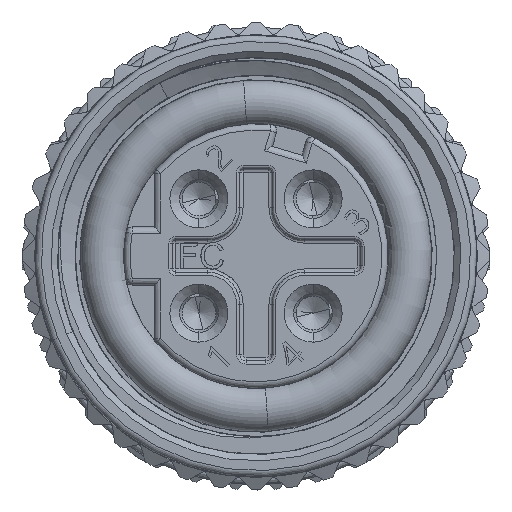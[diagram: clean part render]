
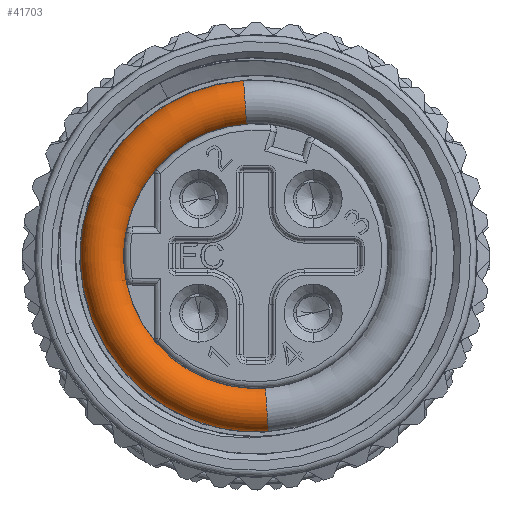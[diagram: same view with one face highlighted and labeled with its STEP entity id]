
A CAD part, left-side view. The second image highlights one B-rep face of the part: STEP entity #41703.
In plain terms, the highlighted toroidal (fillet/blend) face has major radius 4.75 mm and minor radius 0.7 mm.
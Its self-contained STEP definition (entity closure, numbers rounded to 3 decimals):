
#7274=CARTESIAN_POINT('',(-138.49,0.,0.));
#7275=DIRECTION('',(-1.,0.,0.));
#7276=DIRECTION('',(0.,0.,-1.));
#7277=AXIS2_PLACEMENT_3D('',#7274,#7275,#7276);
#7279=CARTESIAN_POINT('',(-138.49,0.,0.));
#7280=DIRECTION('',(-1.,0.,0.));
#7281=DIRECTION('',(0.,0.071,0.997));
#7282=AXIS2_PLACEMENT_3D('',#7279,#7280,#7281);
#7284=CARTESIAN_POINT('',(-139.009,0.,0.));
#7285=DIRECTION('',(1.,0.,0.));
#7286=DIRECTION('',(0.,0.756,0.654));
#7287=AXIS2_PLACEMENT_3D('',#7284,#7285,#7286);
#7289=CARTESIAN_POINT('',(-139.,3.124,2.65));
#7290=CARTESIAN_POINT('',(-139.002,3.122,2.654));
#7291=CARTESIAN_POINT('',(-139.005,3.117,2.661));
#7292=CARTESIAN_POINT('',(-139.009,3.11,2.672));
#7293=CARTESIAN_POINT('',(-139.009,3.104,2.678));
#7294=CARTESIAN_POINT('',(-139.009,3.101,2.682));
#7296=CARTESIAN_POINT('',(-139.009,4.033,
0.736));
#7297=CARTESIAN_POINT('',(-139.009,4.033,
0.74));
#7298=CARTESIAN_POINT('',(-139.009,4.031,
0.749));
#7299=CARTESIAN_POINT('',(-139.005,4.027,
0.761));
#7300=CARTESIAN_POINT('',(-139.002,4.024,
0.769));
#7301=CARTESIAN_POINT('',(-139.,4.023,0.773));
#7303=CARTESIAN_POINT('',(-139.009,0.,0.));
#7304=DIRECTION('',(1.,0.,0.));
#7305=DIRECTION('',(0.,0.984,-0.179));
#7306=AXIS2_PLACEMENT_3D('',#7303,#7304,#7305);
#7308=CARTESIAN_POINT('',(-139.,4.023,-0.773));
#7309=CARTESIAN_POINT('',(-139.002,4.024,
-0.77));
#7310=CARTESIAN_POINT('',(-139.005,4.027,
-0.762));
#7311=CARTESIAN_POINT('',(-139.009,4.031,
-0.749));
#7312=CARTESIAN_POINT('',(-139.009,4.033,
-0.74));
#7313=CARTESIAN_POINT('',(-139.009,4.033,
-0.736));
#7315=CARTESIAN_POINT('',(-139.009,3.101,
-2.682));
#7316=CARTESIAN_POINT('',(-139.009,3.104,
-2.678));
#7317=CARTESIAN_POINT('',(-139.009,3.11,
-2.672));
#7318=CARTESIAN_POINT('',(-139.005,3.117,
-2.661));
#7319=CARTESIAN_POINT('',(-139.002,3.122,
-2.654));
#7320=CARTESIAN_POINT('',(-139.,3.124,-2.65));
#7322=CARTESIAN_POINT('',(-138.749,-0.336,
-4.738));
#7323=DIRECTION('',(0.,0.997,-0.071));
#7324=DIRECTION('',(0.371,0.066,0.926));
#7325=AXIS2_PLACEMENT_3D('',#7322,#7323,#7324);
#7346=CARTESIAN_POINT('',(-138.749,0.336,
4.738));
#7347=DIRECTION('',(0.,0.997,-0.071));
#7348=DIRECTION('',(-0.371,-0.066,-0.926));
#7349=AXIS2_PLACEMENT_3D('',#7346,#7347,#7348);
#7366=CARTESIAN_POINT('',(-139.009,0.,0.));
#7367=DIRECTION('',(1.,0.,0.));
#7368=DIRECTION('',(0.,-0.071,-0.997));
#7369=AXIS2_PLACEMENT_3D('',#7366,#7367,#7368);
#7409=CARTESIAN_POINT('',(-139.,0.,0.));
#7410=DIRECTION('',(-1.,0.,0.));
#7411=DIRECTION('',(0.,0.982,-0.189));
#7412=AXIS2_PLACEMENT_3D('',#7409,#7410,#7411);
#7440=CARTESIAN_POINT('',(-139.,0.,0.));
#7441=DIRECTION('',(-1.,0.,0.));
#7442=DIRECTION('',(0.,0.762,0.647));
#7443=AXIS2_PLACEMENT_3D('',#7440,#7441,#7442);
#27858=CARTESIAN_POINT('',(-139.009,3.101,
-2.682));
#27860=VERTEX_POINT('',#27858);
#28123=CARTESIAN_POINT('',(-138.49,0.,-4.1));
#28125=VERTEX_POINT('',#28123);
#28698=CARTESIAN_POINT('',(-138.49,-0.29,
-4.09));
#28699=VERTEX_POINT('',#28698);
#28709=CARTESIAN_POINT('',(-139.009,-0.29,
-4.09));
#28711=VERTEX_POINT('',#28709);
#28757=CARTESIAN_POINT('',(-139.,3.123,2.65));
#28758=CARTESIAN_POINT('',(-139.,4.023,0.773));
#28759=VERTEX_POINT('',#28757);
#28760=VERTEX_POINT('',#28758);
#28842=CARTESIAN_POINT('',(-139.009,4.033,
-0.736));
#28843=CARTESIAN_POINT('',(-139.009,4.033,
0.736));
#28844=VERTEX_POINT('',#28842);
#28845=VERTEX_POINT('',#28843);
#29169=CARTESIAN_POINT('',(-139.,3.124,-2.65));
#29171=VERTEX_POINT('',#29169);
#29325=CARTESIAN_POINT('',(-139.009,3.101,
2.682));
#29326=CARTESIAN_POINT('',(-139.009,0.29,
4.09));
#29327=VERTEX_POINT('',#29325);
#29328=VERTEX_POINT('',#29326);
#29570=CARTESIAN_POINT('',(-139.,4.023,-0.773));
#29571=VERTEX_POINT('',#29570);
#29741=CARTESIAN_POINT('',(-138.49,0.29,
4.09));
#29742=VERTEX_POINT('',#29741);
#41672=CARTESIAN_POINT('',(-138.749,0.,0.));
#41673=DIRECTION('',(-1.,0.,0.));
#41674=DIRECTION('',(0.,0.071,0.997));
#41675=AXIS2_PLACEMENT_3D('',#41672,#41673,#41674);
#41676=TOROIDAL_SURFACE('',#41675,4.75,0.7);
#41677=ORIENTED_EDGE('',*,*,#41665,.F.);
#41678=ORIENTED_EDGE('',*,*,#41652,.F.);
#41680=ORIENTED_EDGE('',*,*,#41679,.F.);
#41682=ORIENTED_EDGE('',*,*,#41681,.F.);
#41684=ORIENTED_EDGE('',*,*,#41683,.F.);
#41686=ORIENTED_EDGE('',*,*,#41685,.T.);
#41688=ORIENTED_EDGE('',*,*,#41687,.F.);
#41690=ORIENTED_EDGE('',*,*,#41689,.F.);
#41692=ORIENTED_EDGE('',*,*,#41691,.F.);
#41694=ORIENTED_EDGE('',*,*,#41693,.T.);
#41696=ORIENTED_EDGE('',*,*,#41695,.F.);
#41698=ORIENTED_EDGE('',*,*,#41697,.F.);
#41700=ORIENTED_EDGE('',*,*,#41699,.F.);
#41701=EDGE_LOOP('',(#41677,#41678,#41680,#41682,#41684,#41686,#41688,#41690,
#41692,#41694,#41696,#41698,#41700));
#41702=FACE_OUTER_BOUND('',#41701,.F.);
#41703=ADVANCED_FACE('',(#41702),#41676,.T.);
#7278=CIRCLE('',#7277,4.1);
#7283=CIRCLE('',#7282,4.1);
#7288=CIRCLE('',#7287,4.1);
#7295=B_SPLINE_CURVE_WITH_KNOTS('',3,(#7289,#7290,#7291,#7292,#7293,#7294),
.UNSPECIFIED.,.F.,.F.,(4,1,1,4),(0.,0.333,0.667,1.),
.UNSPECIFIED.);
#7302=B_SPLINE_CURVE_WITH_KNOTS('',3,(#7296,#7297,#7298,#7299,#7300,#7301),
.UNSPECIFIED.,.F.,.F.,(4,1,1,4),(0.,0.333,0.667,1.),
.UNSPECIFIED.);
#7307=CIRCLE('',#7306,4.1);
#7314=B_SPLINE_CURVE_WITH_KNOTS('',3,(#7308,#7309,#7310,#7311,#7312,#7313),
.UNSPECIFIED.,.F.,.F.,(4,1,1,4),(0.,0.333,0.667,1.),
.UNSPECIFIED.);
#7321=B_SPLINE_CURVE_WITH_KNOTS('',3,(#7315,#7316,#7317,#7318,#7319,#7320),
.UNSPECIFIED.,.F.,.F.,(4,1,1,4),(0.,0.333,0.667,1.),
.UNSPECIFIED.);
#7326=CIRCLE('',#7325,0.7);
#7350=CIRCLE('',#7349,0.7);
#7370=CIRCLE('',#7369,4.1);
#7413=CIRCLE('',#7412,4.096);
#7444=CIRCLE('',#7443,4.096);
#41652=EDGE_CURVE('',#29742,#28125,#7283,.T.);
#41665=EDGE_CURVE('',#28125,#28699,#7278,.T.);
#41679=EDGE_CURVE('',#29328,#29742,#7350,.T.);
#41681=EDGE_CURVE('',#29327,#29328,#7288,.T.);
#41683=EDGE_CURVE('',#28759,#29327,#7295,.T.);
#41685=EDGE_CURVE('',#28759,#28760,#7444,.T.);
#41687=EDGE_CURVE('',#28845,#28760,#7302,.T.);
#41689=EDGE_CURVE('',#28844,#28845,#7307,.T.);
#41691=EDGE_CURVE('',#29571,#28844,#7314,.T.);
#41693=EDGE_CURVE('',#29571,#29171,#7413,.T.);
#41695=EDGE_CURVE('',#27860,#29171,#7321,.T.);
#41697=EDGE_CURVE('',#28711,#27860,#7370,.T.);
#41699=EDGE_CURVE('',#28699,#28711,#7326,.T.);
